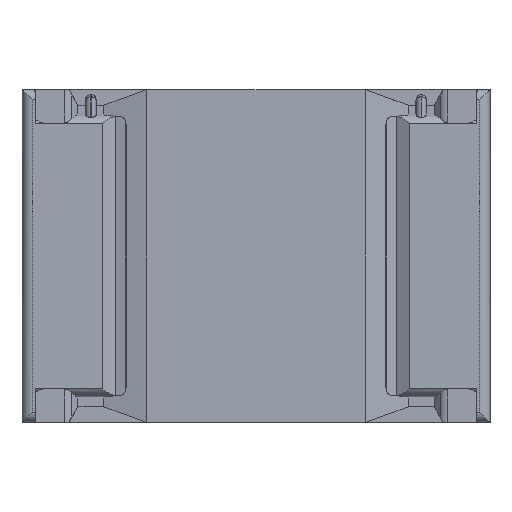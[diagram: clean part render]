
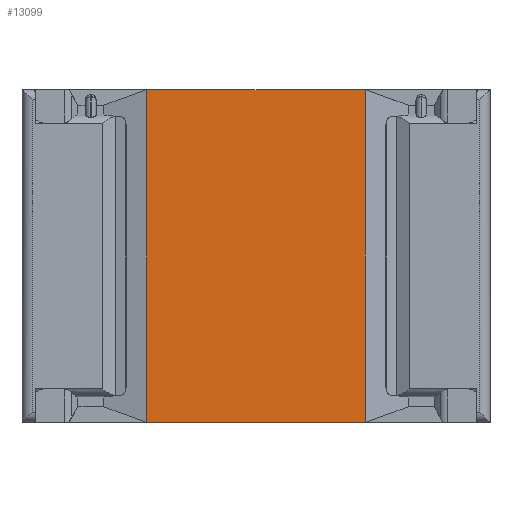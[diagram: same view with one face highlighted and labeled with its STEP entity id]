
A CAD part, front view. The second image highlights one B-rep face of the part: STEP entity #13099.
In plain terms, the highlighted planar face has unit normal (0, -1, 0).
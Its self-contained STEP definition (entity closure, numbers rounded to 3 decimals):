
#85 = CARTESIAN_POINT ( 'NONE',  ( 0., 0., 0. ) ) ;
#332 = CARTESIAN_POINT ( 'NONE',  ( -1.051, 0., 1.6 ) ) ;
#611 = VERTEX_POINT ( 'NONE', #332 ) ;
#964 = CARTESIAN_POINT ( 'NONE',  ( 0., 0., 1.6 ) ) ;
#1006 = VECTOR ( 'NONE', #7322, 1000. ) ;
#1164 = DIRECTION ( 'NONE',  ( 0., 1., 0. ) ) ;
#1309 = EDGE_CURVE ( 'NONE', #4667, #611, #4429, .T. ) ;
#1595 = VERTEX_POINT ( 'NONE', #12925 ) ;
#1891 = LINE ( 'NONE', #9425, #6429 ) ;
#1982 = DIRECTION ( 'NONE',  ( 1., 0., 0. ) ) ;
#2139 = DIRECTION ( 'NONE',  ( 1., 0., 0. ) ) ;
#2299 = DIRECTION ( 'NONE',  ( 0., 0., 1. ) ) ;
#3381 = AXIS2_PLACEMENT_3D ( 'NONE', #85, #1164, #5288 ) ;
#3504 = EDGE_CURVE ( 'NONE', #611, #5884, #9491, .T. ) ;
#3574 = ORIENTED_EDGE ( 'NONE', *, *, #3504, .F. ) ;
#4238 = LINE ( 'NONE', #12448, #12233 ) ;
#4429 = LINE ( 'NONE', #5353, #1006 ) ;
#4667 = VERTEX_POINT ( 'NONE', #5810 ) ;
#5288 = DIRECTION ( 'NONE',  ( 0., 0., 1. ) ) ;
#5353 = CARTESIAN_POINT ( 'NONE',  ( -1.051, 0., -1.6 ) ) ;
#5521 = VECTOR ( 'NONE', #1982, 1000. ) ;
#5562 = CARTESIAN_POINT ( 'NONE',  ( 1.051, 0., 1.6 ) ) ;
#5810 = CARTESIAN_POINT ( 'NONE',  ( -1.051, 0., -1.6 ) ) ;
#5884 = VERTEX_POINT ( 'NONE', #5562 ) ;
#6051 = EDGE_LOOP ( 'NONE', ( #3574, #6852, #7112, #10658 ) ) ;
#6289 = PLANE ( 'NONE',  #3381 ) ;
#6429 = VECTOR ( 'NONE', #2299, 1000. ) ;
#6852 = ORIENTED_EDGE ( 'NONE', *, *, #1309, .F. ) ;
#7112 = ORIENTED_EDGE ( 'NONE', *, *, #9186, .T. ) ;
#7322 = DIRECTION ( 'NONE',  ( 0., 0., 1. ) ) ;
#9186 = EDGE_CURVE ( 'NONE', #4667, #1595, #4238, .T. ) ;
#9425 = CARTESIAN_POINT ( 'NONE',  ( 1.051, 0., -1.6 ) ) ;
#9491 = LINE ( 'NONE', #964, #5521 ) ;
#10443 = FACE_OUTER_BOUND ( 'NONE', #6051, .T. ) ;
#10658 = ORIENTED_EDGE ( 'NONE', *, *, #12174, .T. ) ;
#12174 = EDGE_CURVE ( 'NONE', #1595, #5884, #1891, .T. ) ;
#12233 = VECTOR ( 'NONE', #2139, 1000. ) ;
#12448 = CARTESIAN_POINT ( 'NONE',  ( 0., 0., -1.6 ) ) ;
#12925 = CARTESIAN_POINT ( 'NONE',  ( 1.051, 0., -1.6 ) ) ;
#13099 = ADVANCED_FACE ( 'NONE', ( #10443 ), #6289, .F. ) ;
